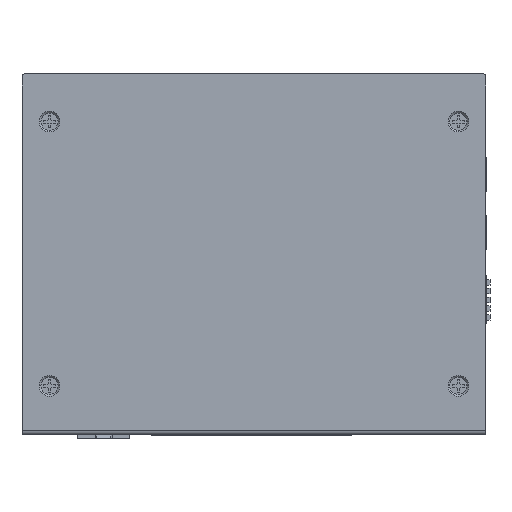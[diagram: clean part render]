
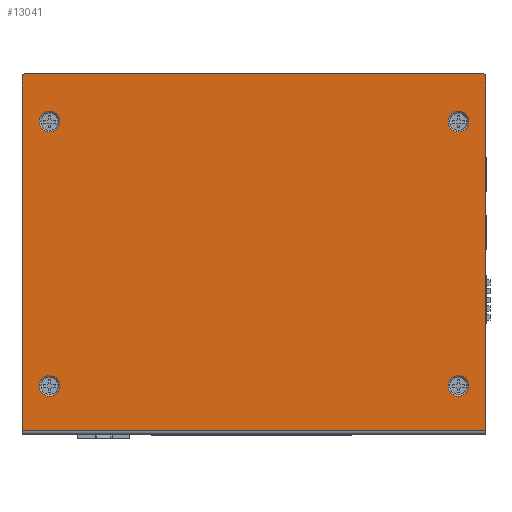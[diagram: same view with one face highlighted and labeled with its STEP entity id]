
A CAD part, front view. The second image highlights one B-rep face of the part: STEP entity #13041.
In plain terms, the highlighted planar face has unit normal (0, -1, 0).
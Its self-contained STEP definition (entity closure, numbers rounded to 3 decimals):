
#1779=DIRECTION('',(1.,0.,0.));
#1780=VECTOR('',#1779,135.);
#1781=CARTESIAN_POINT('',(-68.34,-2.1,-52.7));
#1782=LINE('',#1781,#1780);
#1783=CARTESIAN_POINT('',(-67.34,-2.1,50.3));
#1784=DIRECTION('',(0.,1.,0.));
#1785=DIRECTION('',(-1.,0.,0.));
#1786=AXIS2_PLACEMENT_3D('',#1783,#1784,#1785);
#1788=CARTESIAN_POINT('',(65.66,-2.1,50.3));
#1789=DIRECTION('',(0.,1.,0.));
#1790=DIRECTION('',(0.,0.,1.));
#1791=AXIS2_PLACEMENT_3D('',#1788,#1789,#1790);
#1793=DIRECTION('',(0.,0.,1.));
#1794=VECTOR('',#1793,103.);
#1795=CARTESIAN_POINT('',(-68.34,-2.1,-52.7));
#1796=LINE('',#1795,#1794);
#1797=CARTESIAN_POINT('',(-60.34,-2.1,-39.6));
#1798=DIRECTION('',(0.,-1.,0.));
#1799=DIRECTION('',(-1.,0.,0.));
#1800=AXIS2_PLACEMENT_3D('',#1797,#1798,#1799);
#1802=CARTESIAN_POINT('',(-60.34,-2.1,-39.6));
#1803=DIRECTION('',(0.,-1.,0.));
#1804=DIRECTION('',(1.,0.,0.));
#1805=AXIS2_PLACEMENT_3D('',#1802,#1803,#1804);
#1807=CARTESIAN_POINT('',(58.66,-2.1,37.3));
#1808=DIRECTION('',(0.,-1.,0.));
#1809=DIRECTION('',(-1.,0.,0.));
#1810=AXIS2_PLACEMENT_3D('',#1807,#1808,#1809);
#1812=CARTESIAN_POINT('',(58.66,-2.1,37.3));
#1813=DIRECTION('',(0.,-1.,0.));
#1814=DIRECTION('',(1.,0.,0.));
#1815=AXIS2_PLACEMENT_3D('',#1812,#1813,#1814);
#1817=CARTESIAN_POINT('',(-60.34,-2.1,37.3));
#1818=DIRECTION('',(0.,-1.,0.));
#1819=DIRECTION('',(-1.,0.,0.));
#1820=AXIS2_PLACEMENT_3D('',#1817,#1818,#1819);
#1822=CARTESIAN_POINT('',(-60.34,-2.1,37.3));
#1823=DIRECTION('',(0.,-1.,0.));
#1824=DIRECTION('',(1.,0.,0.));
#1825=AXIS2_PLACEMENT_3D('',#1822,#1823,#1824);
#1827=CARTESIAN_POINT('',(58.66,-2.1,-39.6));
#1828=DIRECTION('',(0.,-1.,0.));
#1829=DIRECTION('',(-1.,0.,0.));
#1830=AXIS2_PLACEMENT_3D('',#1827,#1828,#1829);
#1832=CARTESIAN_POINT('',(58.66,-2.1,-39.6));
#1833=DIRECTION('',(0.,-1.,0.));
#1834=DIRECTION('',(1.,0.,0.));
#1835=AXIS2_PLACEMENT_3D('',#1832,#1833,#1834);
#1913=DIRECTION('',(0.,0.,1.));
#1914=VECTOR('',#1913,103.);
#1915=CARTESIAN_POINT('',(66.66,-2.1,-52.7));
#1916=LINE('',#1915,#1914);
#7358=DIRECTION('',(-1.,0.,0.));
#7359=VECTOR('',#7358,133.);
#7360=CARTESIAN_POINT('',(65.66,-2.1,51.3));
#7361=LINE('',#7360,#7359);
#8886=CARTESIAN_POINT('',(-68.34,-2.1,50.3));
#8888=VERTEX_POINT('',#8886);
#8916=CARTESIAN_POINT('',(55.66,-2.1,-39.6));
#8917=VERTEX_POINT('',#8916);
#8918=CARTESIAN_POINT('',(61.66,-2.1,-39.6));
#8919=VERTEX_POINT('',#8918);
#8920=CARTESIAN_POINT('',(-63.34,-2.1,-39.6));
#8921=CARTESIAN_POINT('',(-57.34,-2.1,-39.6));
#8922=VERTEX_POINT('',#8920);
#8923=VERTEX_POINT('',#8921);
#8924=CARTESIAN_POINT('',(55.66,-2.1,37.3));
#8925=CARTESIAN_POINT('',(61.66,-2.1,37.3));
#8926=VERTEX_POINT('',#8924);
#8927=VERTEX_POINT('',#8925);
#8928=CARTESIAN_POINT('',(-63.34,-2.1,37.3));
#8929=CARTESIAN_POINT('',(-57.34,-2.1,37.3));
#8930=VERTEX_POINT('',#8928);
#8931=VERTEX_POINT('',#8929);
#8932=CARTESIAN_POINT('',(-67.34,-2.1,51.3));
#8933=VERTEX_POINT('',#8932);
#8934=CARTESIAN_POINT('',(65.66,-2.1,51.3));
#8935=VERTEX_POINT('',#8934);
#8936=CARTESIAN_POINT('',(66.66,-2.1,50.3));
#8937=VERTEX_POINT('',#8936);
#8938=CARTESIAN_POINT('',(66.66,-2.1,-52.7));
#8939=VERTEX_POINT('',#8938);
#8940=CARTESIAN_POINT('',(-68.34,-2.1,-52.7));
#8941=VERTEX_POINT('',#8940);
#12999=CARTESIAN_POINT('',(-0.84,-2.1,-0.7));
#13000=DIRECTION('',(0.,1.,0.));
#13001=DIRECTION('',(-1.,0.,0.));
#13002=AXIS2_PLACEMENT_3D('',#12999,#13000,#13001);
#13003=PLANE('',#13002);
#13005=ORIENTED_EDGE('',*,*,#13004,.T.);
#13007=ORIENTED_EDGE('',*,*,#13006,.F.);
#13009=ORIENTED_EDGE('',*,*,#13008,.T.);
#13011=ORIENTED_EDGE('',*,*,#13010,.F.);
#13012=ORIENTED_EDGE('',*,*,#12982,.F.);
#13014=ORIENTED_EDGE('',*,*,#13013,.T.);
#13015=EDGE_LOOP('',(#13005,#13007,#13009,#13011,#13012,#13014));
#13016=FACE_OUTER_BOUND('',#13015,.F.);
#13018=ORIENTED_EDGE('',*,*,#13017,.T.);
#13020=ORIENTED_EDGE('',*,*,#13019,.T.);
#13021=EDGE_LOOP('',(#13018,#13020));
#13022=FACE_BOUND('',#13021,.F.);
#13024=ORIENTED_EDGE('',*,*,#13023,.T.);
#13026=ORIENTED_EDGE('',*,*,#13025,.T.);
#13027=EDGE_LOOP('',(#13024,#13026));
#13028=FACE_BOUND('',#13027,.F.);
#13030=ORIENTED_EDGE('',*,*,#13029,.T.);
#13032=ORIENTED_EDGE('',*,*,#13031,.T.);
#13033=EDGE_LOOP('',(#13030,#13032));
#13034=FACE_BOUND('',#13033,.F.);
#13036=ORIENTED_EDGE('',*,*,#13035,.T.);
#13038=ORIENTED_EDGE('',*,*,#13037,.T.);
#13039=EDGE_LOOP('',(#13036,#13038));
#13040=FACE_BOUND('',#13039,.F.);
#1787=CIRCLE('',#1786,1.);
#1792=CIRCLE('',#1791,1.);
#1801=CIRCLE('',#1800,3.);
#1806=CIRCLE('',#1805,3.);
#1811=CIRCLE('',#1810,3.);
#1816=CIRCLE('',#1815,3.);
#1821=CIRCLE('',#1820,3.);
#1826=CIRCLE('',#1825,3.);
#1831=CIRCLE('',#1830,3.);
#1836=CIRCLE('',#1835,3.);
#12982=EDGE_CURVE('',#8941,#8939,#1782,.T.);
#13004=EDGE_CURVE('',#8888,#8933,#1787,.T.);
#13006=EDGE_CURVE('',#8935,#8933,#7361,.T.);
#13008=EDGE_CURVE('',#8935,#8937,#1792,.T.);
#13010=EDGE_CURVE('',#8939,#8937,#1916,.T.);
#13013=EDGE_CURVE('',#8941,#8888,#1796,.T.);
#13017=EDGE_CURVE('',#8922,#8923,#1801,.T.);
#13019=EDGE_CURVE('',#8923,#8922,#1806,.T.);
#13023=EDGE_CURVE('',#8926,#8927,#1811,.T.);
#13025=EDGE_CURVE('',#8927,#8926,#1816,.T.);
#13029=EDGE_CURVE('',#8930,#8931,#1821,.T.);
#13031=EDGE_CURVE('',#8931,#8930,#1826,.T.);
#13035=EDGE_CURVE('',#8917,#8919,#1831,.T.);
#13037=EDGE_CURVE('',#8919,#8917,#1836,.T.);
#13041=ADVANCED_FACE('',(#13016,#13022,#13028,#13034,#13040),#13003,.F.);
